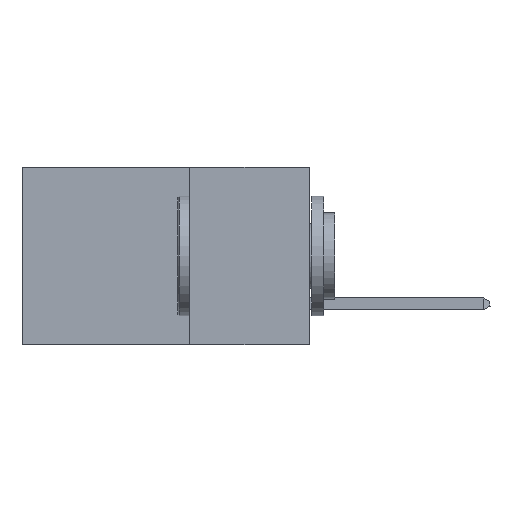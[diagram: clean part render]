
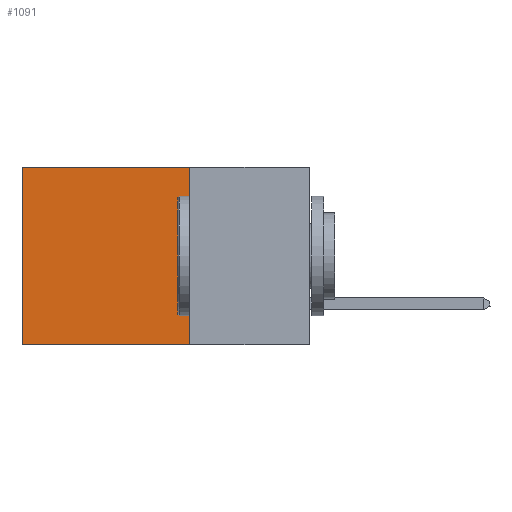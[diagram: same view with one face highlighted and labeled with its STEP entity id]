
A CAD part, left-side view. The second image highlights one B-rep face of the part: STEP entity #1091.
In plain terms, the highlighted planar face has unit normal (-1, 0, 0).
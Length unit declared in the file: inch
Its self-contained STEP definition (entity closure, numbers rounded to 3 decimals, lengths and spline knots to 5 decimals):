
#296 = VECTOR ( 'NONE', #6881, 39.37008 ) ;
#445 = ORIENTED_EDGE ( 'NONE', *, *, #8224, .T. ) ;
#458 = DIRECTION ( 'NONE',  ( 0., 0., -1. ) ) ;
#472 = EDGE_CURVE ( 'NONE', #8654, #8084, #1633, .T. ) ;
#1091 = ADVANCED_FACE ( 'NONE', ( #2087 ), #2030, .F. ) ;
#1192 = VECTOR ( 'NONE', #458, 39.37008 ) ;
#1225 = EDGE_CURVE ( 'NONE', #4723, #8654, #4592, .T. ) ;
#1448 = LINE ( 'NONE', #6957, #296 ) ;
#1556 = DIRECTION ( 'NONE',  ( 0., 0., -1. ) ) ;
#1633 = LINE ( 'NONE', #4001, #9128 ) ;
#2007 = ORIENTED_EDGE ( 'NONE', *, *, #6405, .T. ) ;
#2030 = PLANE ( 'NONE',  #3495 ) ;
#2087 = FACE_OUTER_BOUND ( 'NONE', #8859, .T. ) ;
#2481 = CARTESIAN_POINT ( 'NONE',  ( 0.2875, 0.25, -0.37 ) ) ;
#3455 = DIRECTION ( 'NONE',  ( 1., 0., 0. ) ) ;
#3495 = AXIS2_PLACEMENT_3D ( 'NONE', #6456, #3455, #7900 ) ;
#4001 = CARTESIAN_POINT ( 'NONE',  ( 0.2875, 0.25, -0.37 ) ) ;
#4475 = VECTOR ( 'NONE', #1556, 39.37008 ) ;
#4592 = LINE ( 'NONE', #5294, #4475 ) ;
#4723 = VERTEX_POINT ( 'NONE', #6721 ) ;
#5039 = CARTESIAN_POINT ( 'NONE',  ( 0.2875, 0.6, 0. ) ) ;
#5163 = VERTEX_POINT ( 'NONE', #5039 ) ;
#5258 = ORIENTED_EDGE ( 'NONE', *, *, #472, .F. ) ;
#5294 = CARTESIAN_POINT ( 'NONE',  ( 0.2875, 0.25, 0. ) ) ;
#5492 = DIRECTION ( 'NONE',  ( 0., 1., 0. ) ) ;
#5527 = LINE ( 'NONE', #5602, #1192 ) ;
#5602 = CARTESIAN_POINT ( 'NONE',  ( 0.2875, 0.6, 0. ) ) ;
#6405 = EDGE_CURVE ( 'NONE', #5163, #8084, #5527, .T. ) ;
#6456 = CARTESIAN_POINT ( 'NONE',  ( 0.2875, 0.25, 0. ) ) ;
#6641 = ORIENTED_EDGE ( 'NONE', *, *, #1225, .F. ) ;
#6721 = CARTESIAN_POINT ( 'NONE',  ( 0.2875, 0.25, 0. ) ) ;
#6881 = DIRECTION ( 'NONE',  ( 0., 1., 0. ) ) ;
#6957 = CARTESIAN_POINT ( 'NONE',  ( 0.2875, 0.25, 0. ) ) ;
#7900 = DIRECTION ( 'NONE',  ( 0., 0., -1. ) ) ;
#8027 = CARTESIAN_POINT ( 'NONE',  ( 0.2875, 0.6, -0.37 ) ) ;
#8084 = VERTEX_POINT ( 'NONE', #8027 ) ;
#8224 = EDGE_CURVE ( 'NONE', #4723, #5163, #1448, .T. ) ;
#8654 = VERTEX_POINT ( 'NONE', #2481 ) ;
#8859 = EDGE_LOOP ( 'NONE', ( #2007, #5258, #6641, #445 ) ) ;
#9128 = VECTOR ( 'NONE', #5492, 39.37008 ) ;
